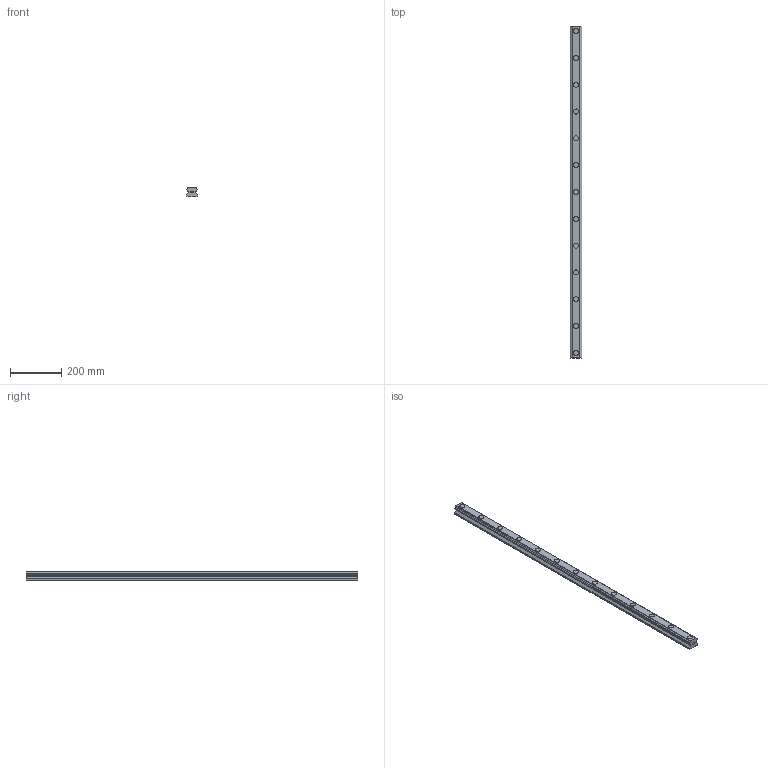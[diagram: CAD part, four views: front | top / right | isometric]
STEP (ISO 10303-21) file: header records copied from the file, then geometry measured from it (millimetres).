
FILE_DESCRIPTION(('STEP AP214'),'1');
FILE_NAME('cctmp_D2C24162-548B-4622-9A6E-A4BDB27DAF3A_2020_10_29_8_43_42_624..stp','2020-10-29T07:43:42',('HIWIN GmbH'),('CADClick - www.CADClick.com'),'Spatial InterOp 3D',' ','unknown authorization');
FILE_SCHEMA(('AUTOMOTIVE_DESIGN'));
Length unit declared in the file: millimetre
Products named in the file (1): HGR45R1300H_FILE
Bounding box: 45 x 1300 x 38 mm (x, y, z)
Volume: 1743774.9 mm3; surface area: 255095.4 mm2
Topology: 1 solids, 1 shells, 214 faces, 507 edges, 338 vertices
Faces by surface type: plane 132, cylinder 82
Entity records: 7931 total; most frequent: DIRECTION 1101, CARTESIAN_POINT 1060, ORIENTED_EDGE 1014, EDGE_CURVE 507, AXIS2_PLACEMENT_3D 379, LINE 343, VECTOR 343, VERTEX_POINT 338
